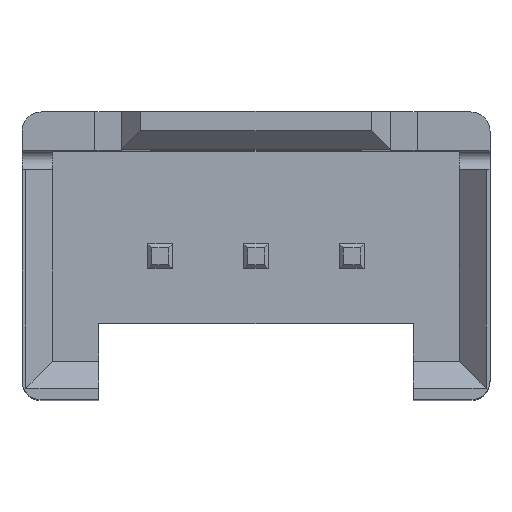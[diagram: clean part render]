
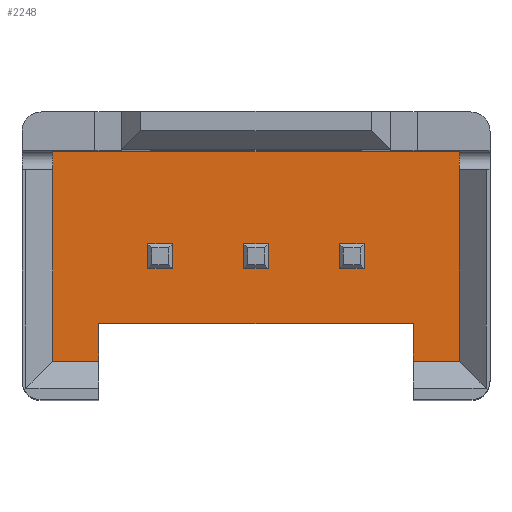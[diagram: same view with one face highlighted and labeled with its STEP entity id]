
A CAD part, top view. The second image highlights one B-rep face of the part: STEP entity #2248.
In plain terms, the highlighted planar face has unit normal (0, 0, 1).
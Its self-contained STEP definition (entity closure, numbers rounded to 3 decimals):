
#37=FACE_BOUND('',#319,.T.);
#38=FACE_BOUND('',#320,.T.);
#39=FACE_BOUND('',#321,.T.);
#194=FACE_OUTER_BOUND('',#318,.T.);
#318=EDGE_LOOP('',(#1807,#1808,#1809,#1810,#1811,#1812,#1813,#1814));
#319=EDGE_LOOP('',(#1815,#1816,#1817,#1818));
#320=EDGE_LOOP('',(#1819,#1820,#1821,#1822));
#321=EDGE_LOOP('',(#1823,#1824,#1825,#1826));
#436=LINE('',#3125,#729);
#504=LINE('',#3283,#797);
#514=LINE('',#3304,#807);
#559=LINE('',#3394,#852);
#560=LINE('',#3397,#853);
#561=LINE('',#3398,#854);
#562=LINE('',#3399,#855);
#563=LINE('',#3400,#856);
#564=LINE('',#3403,#857);
#565=LINE('',#3405,#858);
#566=LINE('',#3407,#859);
#567=LINE('',#3408,#860);
#568=LINE('',#3411,#861);
#569=LINE('',#3413,#862);
#570=LINE('',#3415,#863);
#571=LINE('',#3416,#864);
#572=LINE('',#3419,#865);
#573=LINE('',#3421,#866);
#574=LINE('',#3423,#867);
#575=LINE('',#3424,#868);
#729=VECTOR('',#2544,1.);
#797=VECTOR('',#2678,1.);
#807=VECTOR('',#2698,1.);
#852=VECTOR('',#2777,1.);
#853=VECTOR('',#2780,1.);
#854=VECTOR('',#2781,1.);
#855=VECTOR('',#2782,1.);
#856=VECTOR('',#2783,1.);
#857=VECTOR('',#2784,1.);
#858=VECTOR('',#2785,1.);
#859=VECTOR('',#2786,1.);
#860=VECTOR('',#2787,1.);
#861=VECTOR('',#2788,1.);
#862=VECTOR('',#2789,1.);
#863=VECTOR('',#2790,1.);
#864=VECTOR('',#2791,1.);
#865=VECTOR('',#2792,1.);
#866=VECTOR('',#2793,1.);
#867=VECTOR('',#2794,1.);
#868=VECTOR('',#2795,1.);
#1006=VERTEX_POINT('',#3122);
#1007=VERTEX_POINT('',#3124);
#1063=VERTEX_POINT('',#3280);
#1064=VERTEX_POINT('',#3282);
#1069=VERTEX_POINT('',#3302);
#1070=VERTEX_POINT('',#3303);
#1098=VERTEX_POINT('',#3392);
#1099=VERTEX_POINT('',#3396);
#1100=VERTEX_POINT('',#3401);
#1101=VERTEX_POINT('',#3402);
#1102=VERTEX_POINT('',#3404);
#1103=VERTEX_POINT('',#3406);
#1104=VERTEX_POINT('',#3409);
#1105=VERTEX_POINT('',#3410);
#1106=VERTEX_POINT('',#3412);
#1107=VERTEX_POINT('',#3414);
#1108=VERTEX_POINT('',#3417);
#1109=VERTEX_POINT('',#3418);
#1110=VERTEX_POINT('',#3420);
#1111=VERTEX_POINT('',#3422);
#1216=EDGE_CURVE('',#1007,#1006,#436,.T.);
#1295=EDGE_CURVE('',#1063,#1064,#504,.T.);
#1305=EDGE_CURVE('',#1069,#1070,#514,.T.);
#1351=EDGE_CURVE('',#1063,#1098,#559,.T.);
#1352=EDGE_CURVE('',#1006,#1099,#560,.T.);
#1353=EDGE_CURVE('',#1099,#1070,#561,.T.);
#1354=EDGE_CURVE('',#1064,#1069,#562,.T.);
#1355=EDGE_CURVE('',#1098,#1007,#563,.T.);
#1356=EDGE_CURVE('',#1100,#1101,#564,.T.);
#1357=EDGE_CURVE('',#1102,#1100,#565,.T.);
#1358=EDGE_CURVE('',#1102,#1103,#566,.T.);
#1359=EDGE_CURVE('',#1103,#1101,#567,.T.);
#1360=EDGE_CURVE('',#1104,#1105,#568,.T.);
#1361=EDGE_CURVE('',#1105,#1106,#569,.T.);
#1362=EDGE_CURVE('',#1107,#1106,#570,.T.);
#1363=EDGE_CURVE('',#1104,#1107,#571,.T.);
#1364=EDGE_CURVE('',#1108,#1109,#572,.T.);
#1365=EDGE_CURVE('',#1109,#1110,#573,.T.);
#1366=EDGE_CURVE('',#1111,#1110,#574,.T.);
#1367=EDGE_CURVE('',#1108,#1111,#575,.T.);
#1807=ORIENTED_EDGE('',*,*,#1352,.T.);
#1808=ORIENTED_EDGE('',*,*,#1353,.T.);
#1809=ORIENTED_EDGE('',*,*,#1305,.F.);
#1810=ORIENTED_EDGE('',*,*,#1354,.F.);
#1811=ORIENTED_EDGE('',*,*,#1295,.F.);
#1812=ORIENTED_EDGE('',*,*,#1351,.T.);
#1813=ORIENTED_EDGE('',*,*,#1355,.T.);
#1814=ORIENTED_EDGE('',*,*,#1216,.T.);
#1815=ORIENTED_EDGE('',*,*,#1356,.F.);
#1816=ORIENTED_EDGE('',*,*,#1357,.F.);
#1817=ORIENTED_EDGE('',*,*,#1358,.T.);
#1818=ORIENTED_EDGE('',*,*,#1359,.T.);
#1819=ORIENTED_EDGE('',*,*,#1360,.T.);
#1820=ORIENTED_EDGE('',*,*,#1361,.T.);
#1821=ORIENTED_EDGE('',*,*,#1362,.F.);
#1822=ORIENTED_EDGE('',*,*,#1363,.F.);
#1823=ORIENTED_EDGE('',*,*,#1364,.T.);
#1824=ORIENTED_EDGE('',*,*,#1365,.T.);
#1825=ORIENTED_EDGE('',*,*,#1366,.F.);
#1826=ORIENTED_EDGE('',*,*,#1367,.F.);
#2129=PLANE('',#2393);
#2248=ADVANCED_FACE('',(#194,#37,#38,#39),#2129,.T.);
#2393=AXIS2_PLACEMENT_3D('',#3395,#2778,#2779);
#2544=DIRECTION('',(-1.,0.,0.));
#2678=DIRECTION('',(0.,1.,0.));
#2698=DIRECTION('',(0.,-1.,0.));
#2777=DIRECTION('',(1.,0.,0.));
#2778=DIRECTION('center_axis',(0.,0.,1.));
#2779=DIRECTION('ref_axis',(1.,0.,0.));
#2780=DIRECTION('',(0.,-1.,0.));
#2781=DIRECTION('',(1.,0.,0.));
#2782=DIRECTION('',(-1.,0.,0.));
#2783=DIRECTION('',(0.,1.,0.));
#2784=DIRECTION('',(-1.,0.,0.));
#2785=DIRECTION('',(0.,1.,0.));
#2786=DIRECTION('',(-1.,0.,0.));
#2787=DIRECTION('',(0.,1.,0.));
#2788=DIRECTION('',(-1.,0.,0.));
#2789=DIRECTION('',(0.,1.,0.));
#2790=DIRECTION('',(-1.,0.,0.));
#2791=DIRECTION('',(0.,1.,0.));
#2792=DIRECTION('',(-1.,0.,0.));
#2793=DIRECTION('',(0.,1.,0.));
#2794=DIRECTION('',(-1.,0.,0.));
#2795=DIRECTION('',(0.,1.,0.));
#3122=CARTESIAN_POINT('',(-2.8,2.75,3.));
#3124=CARTESIAN_POINT('',(7.8,2.75,3.));
#3125=CARTESIAN_POINT('',(7.8,2.75,3.));
#3280=CARTESIAN_POINT('',(6.6,-2.75,3.));
#3282=CARTESIAN_POINT('',(6.6,-1.75,3.));
#3283=CARTESIAN_POINT('',(6.6,-1.875,3.));
#3302=CARTESIAN_POINT('',(-1.6,-1.75,3.));
#3303=CARTESIAN_POINT('',(-1.6,-2.75,3.));
#3304=CARTESIAN_POINT('',(-1.6,-0.875,3.));
#3392=CARTESIAN_POINT('',(7.8,-2.75,3.));
#3394=CARTESIAN_POINT('',(-2.8,-2.75,3.));
#3395=CARTESIAN_POINT('Origin',(2.5,0.,3.));
#3396=CARTESIAN_POINT('',(-2.8,-2.75,3.));
#3397=CARTESIAN_POINT('',(-2.8,2.75,3.));
#3398=CARTESIAN_POINT('',(-2.8,-2.75,3.));
#3399=CARTESIAN_POINT('',(4.55,-1.75,3.));
#3400=CARTESIAN_POINT('',(7.8,-2.75,3.));
#3401=CARTESIAN_POINT('',(2.82,0.32,3.));
#3402=CARTESIAN_POINT('',(2.18,0.32,3.));
#3403=CARTESIAN_POINT('',(2.34,0.32,3.));
#3404=CARTESIAN_POINT('',(2.82,-0.32,3.));
#3405=CARTESIAN_POINT('',(2.82,-0.16,3.));
#3406=CARTESIAN_POINT('',(2.18,-0.32,3.));
#3407=CARTESIAN_POINT('',(2.34,-0.32,3.));
#3408=CARTESIAN_POINT('',(2.18,-0.16,3.));
#3409=CARTESIAN_POINT('',(5.32,-0.32,3.));
#3410=CARTESIAN_POINT('',(4.68,-0.32,3.));
#3411=CARTESIAN_POINT('',(3.59,-0.32,3.));
#3412=CARTESIAN_POINT('',(4.68,0.32,3.));
#3413=CARTESIAN_POINT('',(4.68,-0.16,3.));
#3414=CARTESIAN_POINT('',(5.32,0.32,3.));
#3415=CARTESIAN_POINT('',(3.59,0.32,3.));
#3416=CARTESIAN_POINT('',(5.32,-0.16,3.));
#3417=CARTESIAN_POINT('',(0.32,-0.32,3.));
#3418=CARTESIAN_POINT('',(-0.32,-0.32,3.));
#3419=CARTESIAN_POINT('',(1.09,-0.32,3.));
#3420=CARTESIAN_POINT('',(-0.32,0.32,3.));
#3421=CARTESIAN_POINT('',(-0.32,-0.16,3.));
#3422=CARTESIAN_POINT('',(0.32,0.32,3.));
#3423=CARTESIAN_POINT('',(1.09,0.32,3.));
#3424=CARTESIAN_POINT('',(0.32,-0.16,3.));
